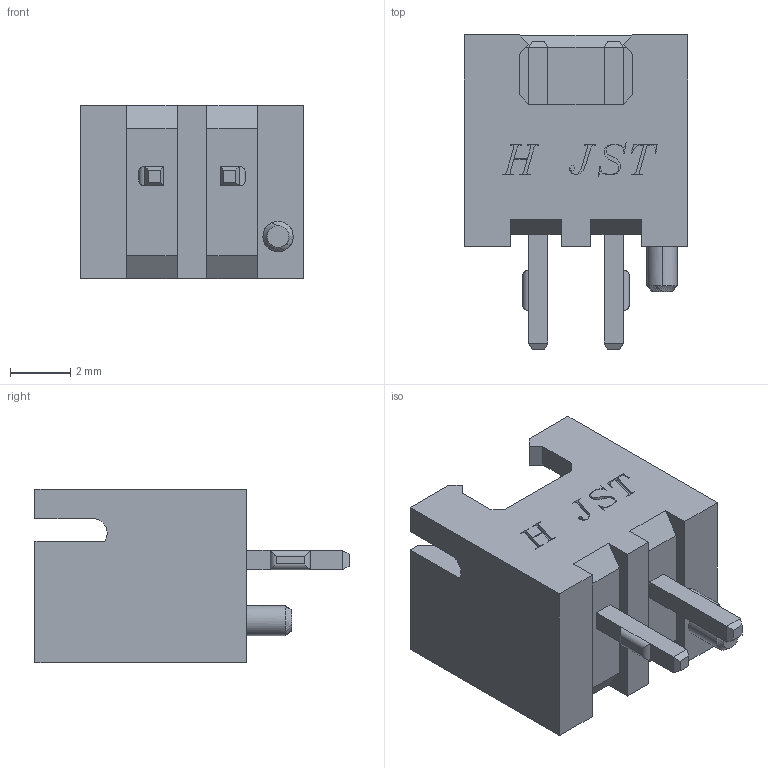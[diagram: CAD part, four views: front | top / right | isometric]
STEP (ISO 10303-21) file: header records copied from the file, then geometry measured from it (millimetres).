
FILE_DESCRIPTION (( 'STEP AP214' ), '1' );
FILE_NAME ('B2B-XH-AM(LF)(SN).STEP', '2022-03-18T10:40:36', ( '' ), ( '' ), 'SwSTEP 2.0', 'SolidWorks 2019', '' );
FILE_SCHEMA (( 'AUTOMOTIVE_DESIGN' ));
Length unit declared in the file: millimetre
Products named in the file (1): B2B-XH-AM(LF)(SN)
Bounding box: 7.4 x 10.4 x 5.75 mm (x, y, z)
Volume: 143.8 mm3; surface area: 429.6 mm2
Topology: 1 solids, 1 shells, 245 faces, 676 edges, 442 vertices
Faces by surface type: plane 231, cylinder 12, bspline 2
Entity records: 9831 total; most frequent: CARTESIAN_POINT 1416, ORIENTED_EDGE 1352, DIRECTION 1166, EDGE_CURVE 676, LINE 654, VECTOR 654, VERTEX_POINT 442, AXIS2_PLACEMENT_3D 256
